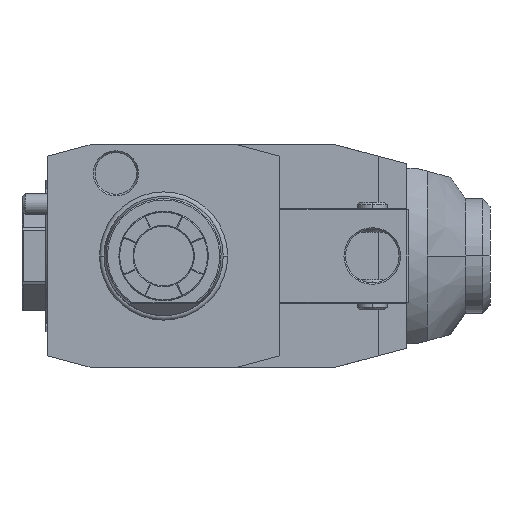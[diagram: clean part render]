
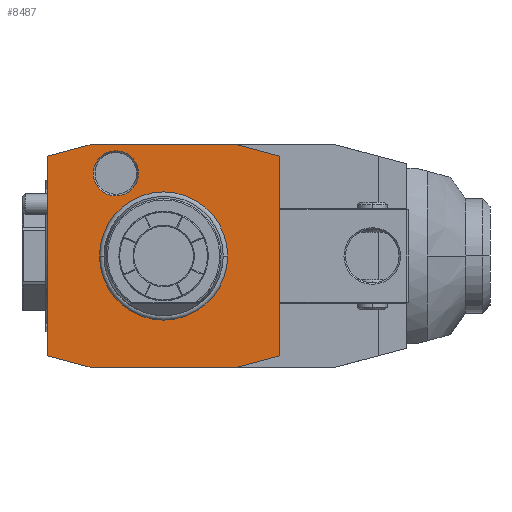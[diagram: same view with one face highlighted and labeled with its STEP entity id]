
A CAD part, front view. The second image highlights one B-rep face of the part: STEP entity #8487.
In plain terms, the highlighted planar face has unit normal (0, -1, 0).
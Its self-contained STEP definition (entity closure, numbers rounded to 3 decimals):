
#1=DIRECTION('',(-1.,0.,0.));
#2=VECTOR('',#1,48.);
#3=CARTESIAN_POINT('',(24.,0.,37.5));
#4=LINE('',#3,#2);
#5=DIRECTION('',(-0.966,0.,0.259));
#6=VECTOR('',#5,15.529);
#7=CARTESIAN_POINT('',(39.,0.,33.481));
#8=LINE('',#7,#6);
#9=DIRECTION('',(0.,0.,1.));
#10=VECTOR('',#9,66.962);
#11=CARTESIAN_POINT('',(39.,0.,-33.481));
#12=LINE('',#11,#10);
#13=DIRECTION('',(0.966,0.,0.259));
#14=VECTOR('',#13,15.529);
#15=CARTESIAN_POINT('',(24.,0.,-37.5));
#16=LINE('',#15,#14);
#17=DIRECTION('',(1.,0.,0.));
#18=VECTOR('',#17,48.);
#19=CARTESIAN_POINT('',(-24.,0.,-37.5));
#20=LINE('',#19,#18);
#21=DIRECTION('',(0.966,0.,-0.259));
#22=VECTOR('',#21,15.529);
#23=CARTESIAN_POINT('',(-39.,0.,-33.481));
#24=LINE('',#23,#22);
#25=DIRECTION('',(0.,0.,-1.));
#26=VECTOR('',#25,66.962);
#27=CARTESIAN_POINT('',(-39.,0.,33.481));
#28=LINE('',#27,#26);
#29=DIRECTION('',(-0.966,0.,-0.259));
#30=VECTOR('',#29,15.529);
#31=CARTESIAN_POINT('',(-24.,0.,37.5));
#32=LINE('',#31,#30);
#33=CARTESIAN_POINT('',(-16.,0.,27.713));
#34=DIRECTION('',(0.,1.,0.));
#35=DIRECTION('',(1.,0.,0.));
#36=AXIS2_PLACEMENT_3D('',#33,#34,#35);
#38=CARTESIAN_POINT('',(-16.,0.,27.713));
#39=DIRECTION('',(0.,1.,0.));
#40=DIRECTION('',(-1.,0.,0.));
#41=AXIS2_PLACEMENT_3D('',#38,#39,#40);
#5321=CARTESIAN_POINT('',(0.,0.,0.));
#5322=DIRECTION('',(0.,-1.,0.));
#5323=DIRECTION('',(1.,0.,0.));
#5324=AXIS2_PLACEMENT_3D('',#5321,#5322,#5323);
#5326=CARTESIAN_POINT('',(0.,0.,0.));
#5327=DIRECTION('',(0.,-1.,0.));
#5328=DIRECTION('',(-1.,0.,0.));
#5329=AXIS2_PLACEMENT_3D('',#5326,#5327,#5328);
#7512=CARTESIAN_POINT('',(-8.423,0.,27.713));
#7513=CARTESIAN_POINT('',(-23.577,0.,27.713));
#7514=VERTEX_POINT('',#7512);
#7515=VERTEX_POINT('',#7513);
#8266=CARTESIAN_POINT('',(24.,0.,37.5));
#8267=CARTESIAN_POINT('',(-24.,0.,37.5));
#8268=VERTEX_POINT('',#8266);
#8269=VERTEX_POINT('',#8267);
#8270=CARTESIAN_POINT('',(-39.,0.,33.481));
#8271=VERTEX_POINT('',#8270);
#8272=CARTESIAN_POINT('',(-39.,0.,-33.481));
#8273=VERTEX_POINT('',#8272);
#8274=CARTESIAN_POINT('',(-24.,0.,-37.5));
#8275=VERTEX_POINT('',#8274);
#8276=CARTESIAN_POINT('',(24.,0.,-37.5));
#8277=VERTEX_POINT('',#8276);
#8278=CARTESIAN_POINT('',(39.,0.,-33.481));
#8279=VERTEX_POINT('',#8278);
#8280=CARTESIAN_POINT('',(39.,0.,33.481));
#8281=VERTEX_POINT('',#8280);
#8346=CARTESIAN_POINT('',(21.137,0.,0.));
#8347=CARTESIAN_POINT('',(-21.137,0.,0.));
#8348=VERTEX_POINT('',#8346);
#8349=VERTEX_POINT('',#8347);
#8452=CARTESIAN_POINT('',(0.,0.,0.));
#8453=DIRECTION('',(0.,-1.,0.));
#8454=DIRECTION('',(-1.,0.,0.));
#8455=AXIS2_PLACEMENT_3D('',#8452,#8453,#8454);
#8456=PLANE('',#8455);
#8458=ORIENTED_EDGE('',*,*,#8457,.F.);
#8460=ORIENTED_EDGE('',*,*,#8459,.F.);
#8462=ORIENTED_EDGE('',*,*,#8461,.F.);
#8464=ORIENTED_EDGE('',*,*,#8463,.F.);
#8466=ORIENTED_EDGE('',*,*,#8465,.F.);
#8468=ORIENTED_EDGE('',*,*,#8467,.F.);
#8470=ORIENTED_EDGE('',*,*,#8469,.F.);
#8472=ORIENTED_EDGE('',*,*,#8471,.F.);
#8473=EDGE_LOOP('',(#8458,#8460,#8462,#8464,#8466,#8468,#8470,#8472));
#8474=FACE_OUTER_BOUND('',#8473,.F.);
#8476=ORIENTED_EDGE('',*,*,#8475,.T.);
#8478=ORIENTED_EDGE('',*,*,#8477,.T.);
#8479=EDGE_LOOP('',(#8476,#8478));
#8480=FACE_BOUND('',#8479,.F.);
#8482=ORIENTED_EDGE('',*,*,#8481,.F.);
#8484=ORIENTED_EDGE('',*,*,#8483,.F.);
#8485=EDGE_LOOP('',(#8482,#8484));
#8486=FACE_BOUND('',#8485,.F.);
#37=CIRCLE('',#36,7.577);
#42=CIRCLE('',#41,7.577);
#5325=CIRCLE('',#5324,21.137);
#5330=CIRCLE('',#5329,21.137);
#8457=EDGE_CURVE('',#8268,#8269,#4,.T.);
#8459=EDGE_CURVE('',#8281,#8268,#8,.T.);
#8461=EDGE_CURVE('',#8279,#8281,#12,.T.);
#8463=EDGE_CURVE('',#8277,#8279,#16,.T.);
#8465=EDGE_CURVE('',#8275,#8277,#20,.T.);
#8467=EDGE_CURVE('',#8273,#8275,#24,.T.);
#8469=EDGE_CURVE('',#8271,#8273,#28,.T.);
#8471=EDGE_CURVE('',#8269,#8271,#32,.T.);
#8475=EDGE_CURVE('',#8348,#8349,#5325,.T.);
#8477=EDGE_CURVE('',#8349,#8348,#5330,.T.);
#8481=EDGE_CURVE('',#7514,#7515,#37,.T.);
#8483=EDGE_CURVE('',#7515,#7514,#42,.T.);
#8487=ADVANCED_FACE('',(#8474,#8480,#8486),#8456,.T.);
